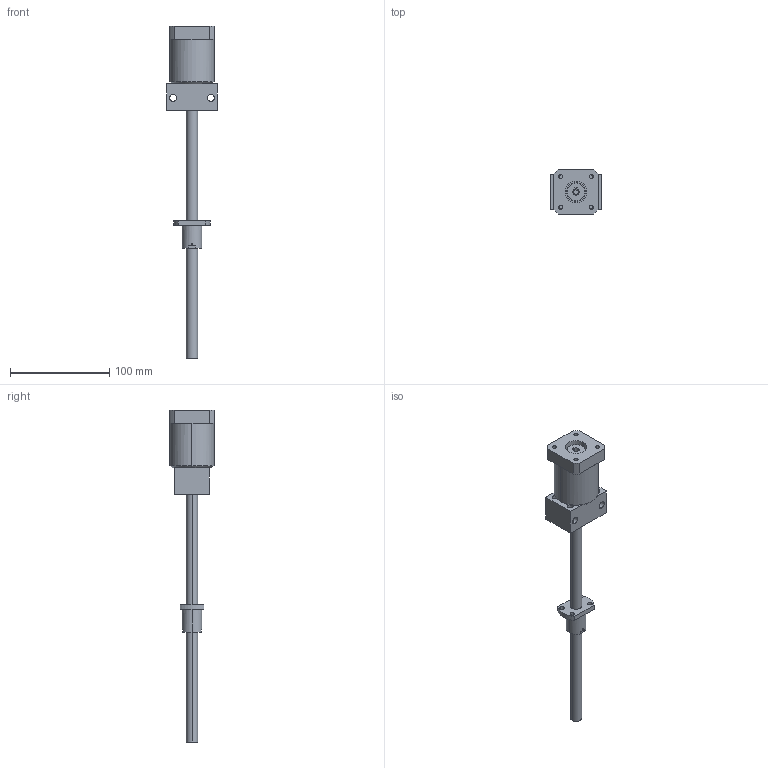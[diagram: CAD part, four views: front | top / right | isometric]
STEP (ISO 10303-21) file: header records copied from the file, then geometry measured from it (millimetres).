
FILE_DESCRIPTION (( 'STEP AP203' ), '1' );
FILE_NAME ('H60e88577-893c-403e-a493-aa72b0e65750.step', '2015-06-18T16:13:32', ( 'dsemanik' ), ( 'Microsoft' ), 'SwSTEP 2.0', 'SolidWorks 2013', '' );
FILE_SCHEMA (( 'CONFIG_CONTROL_DESIGN' ));
Length unit declared in the file: inch
Products named in the file (10): BasePoint; EZM_EZM-1008-17; LockNut(1)_N-00.8; Screw_PMBS 12x5R; Place Holder; EndMachining_8-3K; Spacer; EndCode1_8-U1; H60e88577-893c-403e-a493-aa72b0e65750; Nut_MBN12x5R-3FW
Assembly tree (8 placements, depth 3):
  BasePoint
  H60e88577-893c-403e-a493-aa72b0e65750
    Screw_PMBS 12x5R
    EndCode1_8-U1
      Place Holder
      EndMachining_8-3K
      EZM_EZM-1008-17
      LockNut(1)_N-00.8
      Spacer
    Nut_MBN12x5R-3FW
Bounding box: 50.8 x 44.45 x 334.47 mm (x, y, z)
Volume: 152592.4 mm3; surface area: 47255.2 mm2
Topology: 9 solids, 9 shells, 175 faces, 455 edges, 290 vertices
Faces by surface type: cylinder 88, plane 68, cone 13, torus 6
Entity records: 7238 total; most frequent: CARTESIAN_POINT 1724, DIRECTION 995, ORIENTED_EDGE 910, EDGE_CURVE 455, AXIS2_PLACEMENT_3D 409, VERTEX_POINT 290, CIRCLE 222, EDGE_LOOP 215
